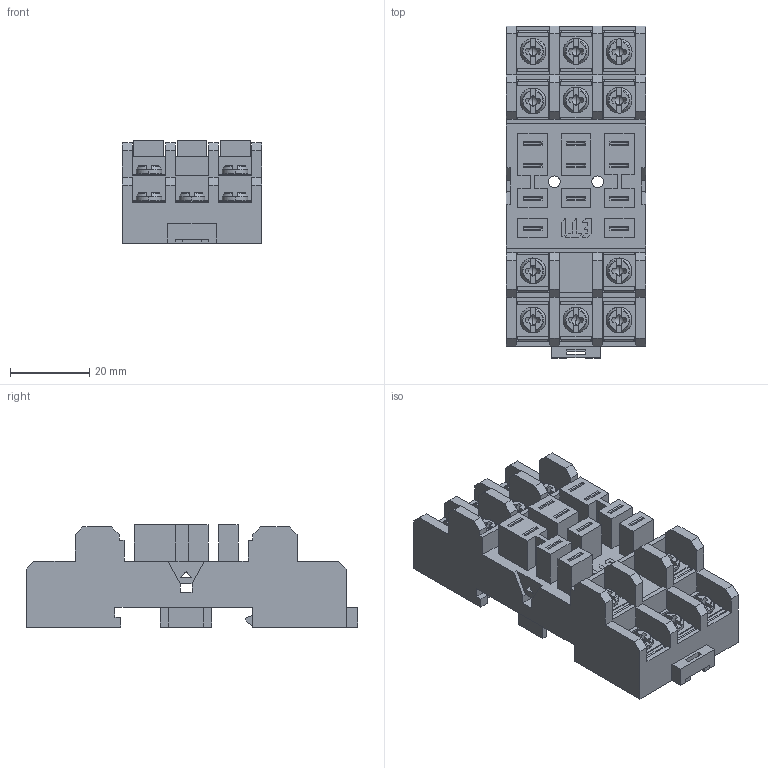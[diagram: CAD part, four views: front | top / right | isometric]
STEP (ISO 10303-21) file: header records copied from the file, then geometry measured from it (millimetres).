
FILE_DESCRIPTION((''),'2;1');
FILE_NAME('RERB3-S_ASM','2020-11-16T',('marketing.praksa'),('Audax d.o.o.'),'CREO PARAMETRIC BY PTC INC, 2017480','CREO PARAMETRIC BY PTC INC, 2017480','');
FILE_SCHEMA(('AUTOMOTIVE_DESIGN { 1 0 10303 214 1 1 1 1 }'));
Products named in the file (50): OPEN_CASCADE_STEP_TRANSLATO-213; OPEN_CASCADE_STEP_TRANSLATO-742; OPEN_CASCADE_STEP_TRANSLAT-1811; OPEN_CASCADE_STEP_TRANSLAT-2340; OPEN_CASCADE_STEP_TRANSLAT-3409; OPEN_CASCADE_STEP_TRANSLAT-3938; OPEN_CASCADE_STEP_TRANSLAT-5007; OPEN_CASCADE_STEP_TRANSLAT-5536; OPEN_CASCADE_STEP_TRANSLAT-6605; OPEN_CASCADE_STEP_TRANSLAT-7134; OPEN_CASCADE_STEP_TRANSLAT-8203; OPEN_CASCADE_STEP_TRANSLAT-8732; OPEN_CASCADE_STEP_TRANSLAT-9801; OPEN_CASCADE_STEP_TRANSLA-11502; OPEN_CASCADE_STEP_TRANSLA-18975; OPEN_CASCADE_STEP_TRANSLA-19488; OPEN_CASCADE_STEP_TRANSLA-20565; OPEN_CASCADE_STEP_TRANSLA-28016; OPEN_CASCADE_STEP_TRANSLA-28529; OPEN_CASCADE_STEP_TRANSLA-29606; OPEN_CASCADE_STEP_TRANSLA-30631; OPEN_CASCADE_STEP_TRANSLA-38104; OPEN_CASCADE_STEP_TRANSLA-45577; OPEN_CASCADE_STEP_TRANSLA-46090; OPEN_CASCADE_STEP_TRANSLA-47167; OPEN_CASCADE_STEP_TRANSLA-54618; OPEN_CASCADE_STEP_TRANSLA-55131; OPEN_CASCADE_STEP_TRANSLA-56208; OPEN_CASCADE_STEP_TRANSLA-57233; OPEN_CASCADE_STEP_TRANSLA-57918; OPEN_CASCADE_STEP_TRANSLA-59899; OPEN_CASCADE_STEP_TRANSLA-61232; OPEN_CASCADE_STEP_TRANSLA-63061; OPEN_CASCADE_STEP_TRANSLA-63722; OPEN_CASCADE_STEP_TRANSLA-64235; OPEN_CASCADE_STEP_TRANSLA-65312; OPEN_CASCADE_STEP_TRANSLA-68313; OPEN_CASCADE_STEP_TRANSLA-71314; OPEN_CASCADE_STEP_TRANSLA-72339; OPEN_CASCADE_STEP_TRANSLA-94138 ...
Assembly tree (49 placements, depth 3):
  RERB3-S_ASM
    OPEN_CASCADE_STEP_TRANSLATOR_15_ASM
      OPEN_CASCADE_STEP_TRANSLATO-213
      OPEN_CASCADE_STEP_TRANSLATO-742
      OPEN_CASCADE_STEP_TRANSLAT-1811
      OPEN_CASCADE_STEP_TRANSLAT-2340
      OPEN_CASCADE_STEP_TRANSLAT-3409
      OPEN_CASCADE_STEP_TRANSLAT-3938
      OPEN_CASCADE_STEP_TRANSLAT-5007
      OPEN_CASCADE_STEP_TRANSLAT-5536
      OPEN_CASCADE_STEP_TRANSLAT-6605
      OPEN_CASCADE_STEP_TRANSLAT-7134
      OPEN_CASCADE_STEP_TRANSLAT-8203
      OPEN_CASCADE_STEP_TRANSLAT-8732
      OPEN_CASCADE_STEP_TRANSLAT-9801
      OPEN_CASCADE_STEP_TRANSLA-11502
      OPEN_CASCADE_STEP_TRANSLA-18975
      OPEN_CASCADE_STEP_TRANSLA-19488
      OPEN_CASCADE_STEP_TRANSLA-20565
      OPEN_CASCADE_STEP_TRANSLA-28016
      OPEN_CASCADE_STEP_TRANSLA-28529
      OPEN_CASCADE_STEP_TRANSLA-29606
      OPEN_CASCADE_STEP_TRANSLA-30631
      OPEN_CASCADE_STEP_TRANSLA-38104
      OPEN_CASCADE_STEP_TRANSLA-45577
      OPEN_CASCADE_STEP_TRANSLA-46090
      OPEN_CASCADE_STEP_TRANSLA-47167
      OPEN_CASCADE_STEP_TRANSLA-54618
      OPEN_CASCADE_STEP_TRANSLA-55131
      OPEN_CASCADE_STEP_TRANSLA-56208
      OPEN_CASCADE_STEP_TRANSLA-57233
      OPEN_CASCADE_STEP_TRANSLA-57918
      OPEN_CASCADE_STEP_TRANSLA-59899
      OPEN_CASCADE_STEP_TRANSLA-61232
      OPEN_CASCADE_STEP_TRANSLA-63061
      OPEN_CASCADE_STEP_TRANSLA-63722
      OPEN_CASCADE_STEP_TRANSLA-64235
      OPEN_CASCADE_STEP_TRANSLA-65312
      OPEN_CASCADE_STEP_TRANSLA-68313
      OPEN_CASCADE_STEP_TRANSLA-71314
      OPEN_CASCADE_STEP_TRANSLA-72339
      OPEN_CASCADE_STEP_TRANSLA-94138
      OPEN_CASCADE_STEP_TRANSL-101589
      OPEN_CASCADE_STEP_TRANSL-109062
      OPEN_CASCADE_STEP_TRANSL-116513
      OPEN_CASCADE_STEP_TRANSL-123964
      OPEN_CASCADE_STEP_TRANSL-131415
      OPEN_CASCADE_STEP_TRANSL-138888
      OPEN_CASCADE_STEP_TRANSL-140114
      OPEN_CASCADE_STEP_TRANSL-143143
Bounding box: 35.2 x 84 x 25.9 mm (x, y, z)
Volume: 43511.7 mm3; surface area: 25688.1 mm2
Topology: 45 solids, 48 shells, 1301 faces, 3542 edges, 2327 vertices
Faces by surface type: plane 859, cylinder 239, cone 88, torus 47, bspline 46, sphere 22
Entity records: 70621 total; most frequent: CARTESIAN_POINT 15072, ORIENTED_EDGE 7024, DIRECTION 6731, PRESENTATION_STYLE_ASSIGNMENT 4869, STYLED_ITEM 4869, CURVE_STYLE 3520, EDGE_CURVE 3520, VERTEX_POINT 2327
